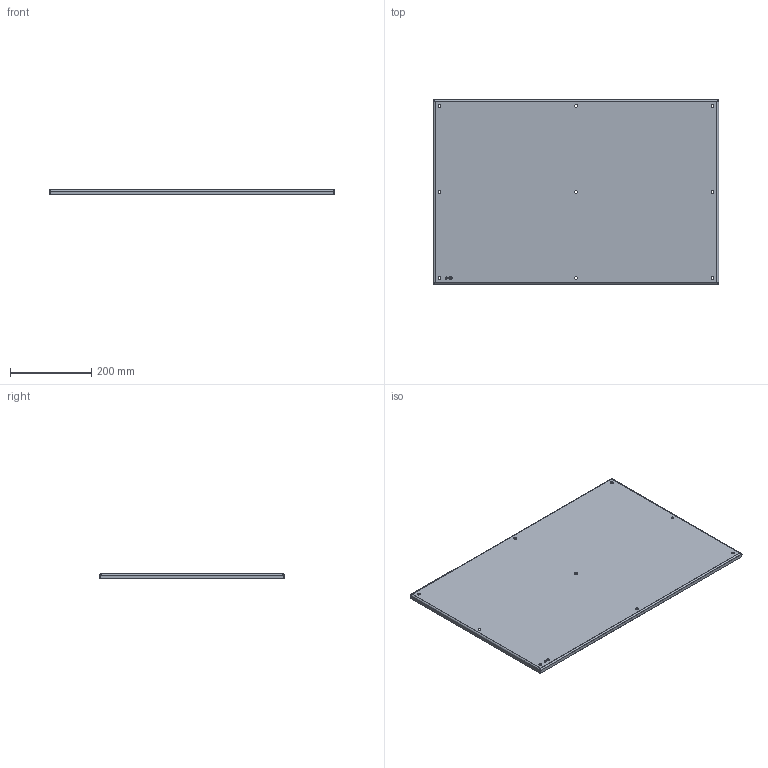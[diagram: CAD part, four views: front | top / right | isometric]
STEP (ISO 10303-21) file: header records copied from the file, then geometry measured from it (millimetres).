
FILE_DESCRIPTION(('CATIA V5 STEP Exchange','CAx-IF Rec.Pracs.--- Model Styling and Organization---1.4--- 2014-01-23'),'2;1');
FILE_NAME ('1200520-8_1', '2022-03-18T09:10:23+00:00', ('none'), ('Weidmueller'), 'CATIA Version 5-6 Release 2016 SP3 HF44', 'CATIA V5 STEP AP214', 'none');
FILE_SCHEMA(('AUTOMOTIVE_DESIGN { 1 0 10303 214 1 1 1 1 }'));
Length unit declared in the file: millimetre
Products named in the file (1): MOPL_KTB_Multi-Master_2013
Bounding box: 701 x 453 x 12 mm (x, y, z)
Volume: 507147.6 mm3; surface area: 680158.9 mm2
Topology: 1 solids, 1 shells, 103 faces, 256 edges, 160 vertices
Faces by surface type: cylinder 52, plane 43, bspline 8
Entity records: 3459 total; most frequent: CARTESIAN_POINT 1033, ORIENTED_EDGE 512, DIRECTION 368, EDGE_CURVE 256, VERTEX_POINT 160, VECTOR 144, LINE 144, AXIS2_PLACEMENT_3D 137
